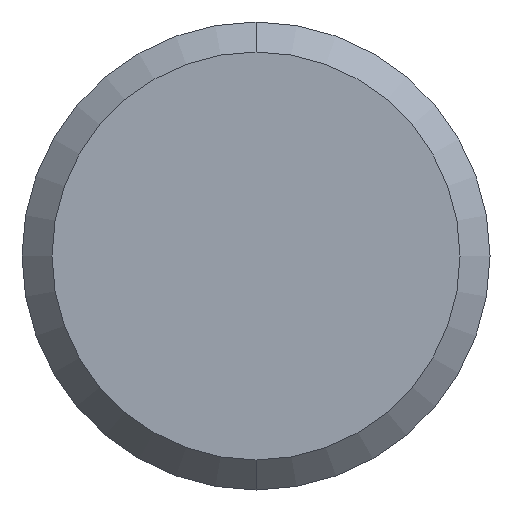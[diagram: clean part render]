
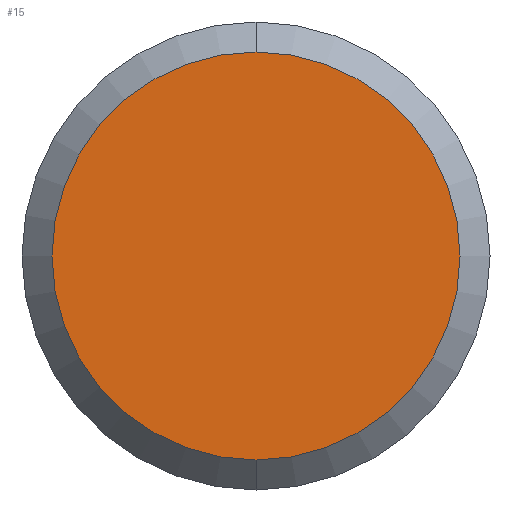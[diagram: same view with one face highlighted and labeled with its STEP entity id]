
A CAD part, front view. The second image highlights one B-rep face of the part: STEP entity #15.
In plain terms, the highlighted planar face has unit normal (0, -1, 0).
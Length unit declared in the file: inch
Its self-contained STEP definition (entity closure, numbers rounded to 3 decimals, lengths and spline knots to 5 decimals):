
#15 = ADVANCED_FACE ( 'NONE', ( #188 ), #199, .F. ) ;
#30 = VERTEX_POINT ( 'NONE', #134 ) ;
#47 = ORIENTED_EDGE ( 'NONE', *, *, #241, .T. ) ;
#98 = ORIENTED_EDGE ( 'NONE', *, *, #263, .T. ) ;
#107 = DIRECTION ( 'NONE',  ( 0., 1., 0. ) ) ;
#120 = CARTESIAN_POINT ( 'NONE',  ( 0., 0., 0. ) ) ;
#124 = CIRCLE ( 'NONE', #191, 0.1361 ) ;
#134 = CARTESIAN_POINT ( 'NONE',  ( 0., 0., 0.1361 ) ) ;
#144 = DIRECTION ( 'NONE',  ( 0., -1., 0. ) ) ;
#148 = CARTESIAN_POINT ( 'NONE',  ( 0., 0., 0. ) ) ;
#152 = DIRECTION ( 'NONE',  ( 0., 0., 1. ) ) ;
#154 = CIRCLE ( 'NONE', #178, 0.1361 ) ;
#178 = AXIS2_PLACEMENT_3D ( 'NONE', #120, #268, #266 ) ;
#188 = FACE_OUTER_BOUND ( 'NONE', #192, .T. ) ;
#191 = AXIS2_PLACEMENT_3D ( 'NONE', #249, #144, #231 ) ;
#192 = EDGE_LOOP ( 'NONE', ( #47, #98 ) ) ;
#195 = CARTESIAN_POINT ( 'NONE',  ( 0., 0., -0.1361 ) ) ;
#199 = PLANE ( 'NONE',  #228 ) ;
#220 = VERTEX_POINT ( 'NONE', #195 ) ;
#228 = AXIS2_PLACEMENT_3D ( 'NONE', #148, #107, #152 ) ;
#231 = DIRECTION ( 'NONE',  ( 0., 0., 1. ) ) ;
#241 = EDGE_CURVE ( 'NONE', #30, #220, #124, .T. ) ;
#249 = CARTESIAN_POINT ( 'NONE',  ( 0., 0., 0. ) ) ;
#263 = EDGE_CURVE ( 'NONE', #220, #30, #154, .T. ) ;
#266 = DIRECTION ( 'NONE',  ( 0., 0., 1. ) ) ;
#268 = DIRECTION ( 'NONE',  ( 0., -1., 0. ) ) ;
